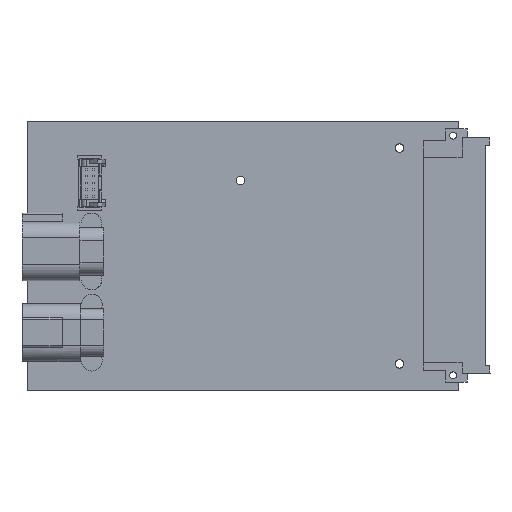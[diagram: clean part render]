
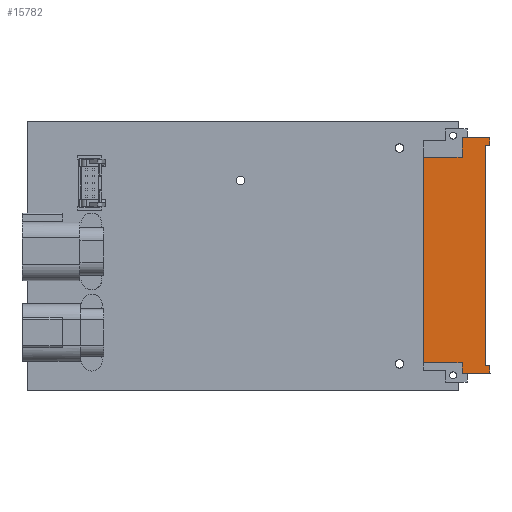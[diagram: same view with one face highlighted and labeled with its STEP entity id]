
A CAD part, top view. The second image highlights one B-rep face of the part: STEP entity #15782.
In plain terms, the highlighted planar face has unit normal (0, 0, 1).
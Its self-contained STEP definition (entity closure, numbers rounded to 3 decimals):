
#15782 = ADVANCED_FACE('',(#15783),#15881,.T.);
#15783 = FACE_BOUND('',#15784,.T.);
#15784 = EDGE_LOOP('',(#15785,#15795,#15803,#15811,#15819,#15827,#15835,
    #15843,#15851,#15859,#15867,#15875));
#15785 = ORIENTED_EDGE('',*,*,#15786,.T.);
#15786 = EDGE_CURVE('',#15787,#15789,#15791,.T.);
#15787 = VERTEX_POINT('',#15788);
#15788 = CARTESIAN_POINT('',(235.225,63.375,
    11.2));
#15789 = VERTEX_POINT('',#15790);
#15790 = CARTESIAN_POINT('',(235.225,59.475,
    11.2));
#15791 = LINE('',#15792,#15793);
#15792 = CARTESIAN_POINT('',(235.225,63.375,
    11.2));
#15793 = VECTOR('',#15794,1.);
#15794 = DIRECTION('',(0.,-1.,0.));
#15795 = ORIENTED_EDGE('',*,*,#15796,.F.);
#15796 = EDGE_CURVE('',#15797,#15789,#15799,.T.);
#15797 = VERTEX_POINT('',#15798);
#15798 = CARTESIAN_POINT('',(245.575,59.475,
    11.2));
#15799 = LINE('',#15800,#15801);
#15800 = CARTESIAN_POINT('',(245.575,59.475,
    11.2));
#15801 = VECTOR('',#15802,1.);
#15802 = DIRECTION('',(-1.,0.,0.));
#15803 = ORIENTED_EDGE('',*,*,#15804,.F.);
#15804 = EDGE_CURVE('',#15805,#15797,#15807,.T.);
#15805 = VERTEX_POINT('',#15806);
#15806 = CARTESIAN_POINT('',(245.575,62.375,
    11.2));
#15807 = LINE('',#15808,#15809);
#15808 = CARTESIAN_POINT('',(245.575,62.375,
    11.2));
#15809 = VECTOR('',#15810,1.);
#15810 = DIRECTION('',(0.,-1.,0.));
#15811 = ORIENTED_EDGE('',*,*,#15812,.F.);
#15812 = EDGE_CURVE('',#15813,#15805,#15815,.T.);
#15813 = VERTEX_POINT('',#15814);
#15814 = CARTESIAN_POINT('',(244.055,62.375,
    11.2));
#15815 = LINE('',#15816,#15817);
#15816 = CARTESIAN_POINT('',(244.055,62.375,
    11.2));
#15817 = VECTOR('',#15818,1.);
#15818 = DIRECTION('',(1.,0.,0.));
#15819 = ORIENTED_EDGE('',*,*,#15820,.F.);
#15820 = EDGE_CURVE('',#15821,#15813,#15823,.T.);
#15821 = VERTEX_POINT('',#15822);
#15822 = CARTESIAN_POINT('',(244.055,143.975,
    11.2));
#15823 = LINE('',#15824,#15825);
#15824 = CARTESIAN_POINT('',(244.055,143.975,
    11.2));
#15825 = VECTOR('',#15826,1.);
#15826 = DIRECTION('',(0.,-1.,0.));
#15827 = ORIENTED_EDGE('',*,*,#15828,.F.);
#15828 = EDGE_CURVE('',#15829,#15821,#15831,.T.);
#15829 = VERTEX_POINT('',#15830);
#15830 = CARTESIAN_POINT('',(245.575,143.975,
    11.2));
#15831 = LINE('',#15832,#15833);
#15832 = CARTESIAN_POINT('',(245.575,143.975,
    11.2));
#15833 = VECTOR('',#15834,1.);
#15834 = DIRECTION('',(-1.,0.,0.));
#15835 = ORIENTED_EDGE('',*,*,#15836,.F.);
#15836 = EDGE_CURVE('',#15837,#15829,#15839,.T.);
#15837 = VERTEX_POINT('',#15838);
#15838 = CARTESIAN_POINT('',(245.575,146.875,
    11.2));
#15839 = LINE('',#15840,#15841);
#15840 = CARTESIAN_POINT('',(245.575,146.875,
    11.2));
#15841 = VECTOR('',#15842,1.);
#15842 = DIRECTION('',(0.,-1.,0.));
#15843 = ORIENTED_EDGE('',*,*,#15844,.F.);
#15844 = EDGE_CURVE('',#15845,#15837,#15847,.T.);
#15845 = VERTEX_POINT('',#15846);
#15846 = CARTESIAN_POINT('',(235.225,146.875,
    11.2));
#15847 = LINE('',#15848,#15849);
#15848 = CARTESIAN_POINT('',(235.225,146.875,
    11.2));
#15849 = VECTOR('',#15850,1.);
#15850 = DIRECTION('',(1.,0.,0.));
#15851 = ORIENTED_EDGE('',*,*,#15852,.T.);
#15852 = EDGE_CURVE('',#15845,#15853,#15855,.T.);
#15853 = VERTEX_POINT('',#15854);
#15854 = CARTESIAN_POINT('',(235.225,139.595,
    11.2));
#15855 = LINE('',#15856,#15857);
#15856 = CARTESIAN_POINT('',(235.225,146.875,
    11.2));
#15857 = VECTOR('',#15858,1.);
#15858 = DIRECTION('',(0.,-1.,0.));
#15859 = ORIENTED_EDGE('',*,*,#15860,.T.);
#15860 = EDGE_CURVE('',#15853,#15861,#15863,.T.);
#15861 = VERTEX_POINT('',#15862);
#15862 = CARTESIAN_POINT('',(220.825,139.595,
    11.2));
#15863 = LINE('',#15864,#15865);
#15864 = CARTESIAN_POINT('',(235.225,139.595,
    11.2));
#15865 = VECTOR('',#15866,1.);
#15866 = DIRECTION('',(-1.,0.,0.));
#15867 = ORIENTED_EDGE('',*,*,#15868,.F.);
#15868 = EDGE_CURVE('',#15869,#15861,#15871,.T.);
#15869 = VERTEX_POINT('',#15870);
#15870 = CARTESIAN_POINT('',(220.825,63.375,
    11.2));
#15871 = LINE('',#15872,#15873);
#15872 = CARTESIAN_POINT('',(220.825,63.375,
    11.2));
#15873 = VECTOR('',#15874,1.);
#15874 = DIRECTION('',(0.,1.,0.));
#15875 = ORIENTED_EDGE('',*,*,#15876,.T.);
#15876 = EDGE_CURVE('',#15869,#15787,#15877,.T.);
#15877 = LINE('',#15878,#15879);
#15878 = CARTESIAN_POINT('',(220.825,63.375,
    11.2));
#15879 = VECTOR('',#15880,1.);
#15880 = DIRECTION('',(1.,0.,0.));
#15881 = PLANE('',#15882);
#15882 = AXIS2_PLACEMENT_3D('',#15883,#15884,#15885);
#15883 = CARTESIAN_POINT('',(246.813,55.105,
    11.2));
#15884 = DIRECTION('',(0.,0.,1.));
#15885 = DIRECTION('',(0.,1.,0.));
